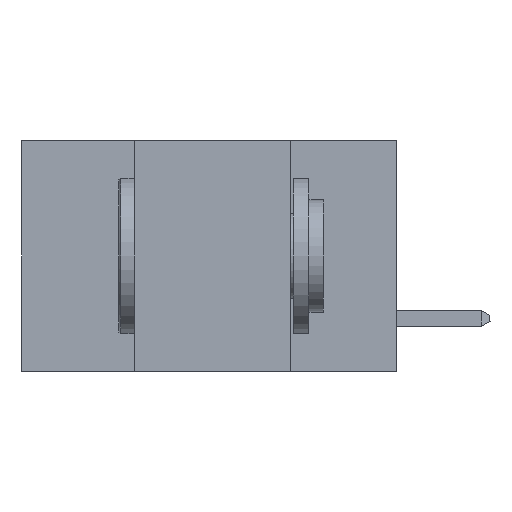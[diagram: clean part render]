
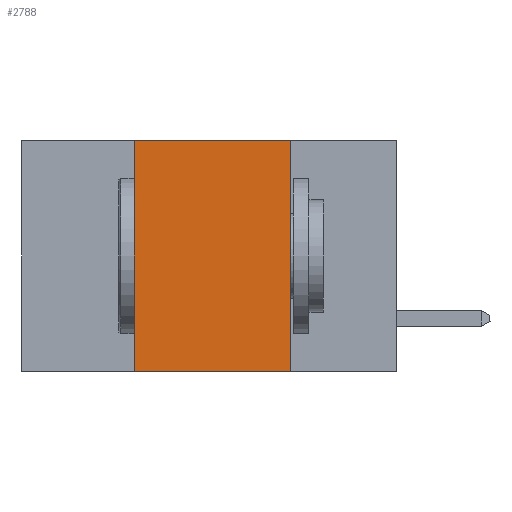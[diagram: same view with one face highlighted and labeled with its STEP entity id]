
A CAD part, left-side view. The second image highlights one B-rep face of the part: STEP entity #2788.
In plain terms, the highlighted planar face has unit normal (-1, 0, 0).
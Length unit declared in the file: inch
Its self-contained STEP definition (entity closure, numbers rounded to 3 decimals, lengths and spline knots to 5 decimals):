
#33 = EDGE_CURVE ( 'NONE', #7397, #11448, #3689, .T. ) ;
#515 = DIRECTION ( 'NONE',  ( 0., -1., 0. ) ) ;
#555 = VERTEX_POINT ( 'NONE', #2473 ) ;
#1582 = CARTESIAN_POINT ( 'NONE',  ( 0., 0.17, 0. ) ) ;
#2370 = CARTESIAN_POINT ( 'NONE',  ( 0., 0.6, -0.37 ) ) ;
#2473 = CARTESIAN_POINT ( 'NONE',  ( 0., 0.42, -0.37 ) ) ;
#2613 = CARTESIAN_POINT ( 'NONE',  ( 0., 0.17, -0.37 ) ) ;
#2788 = ADVANCED_FACE ( 'NONE', ( #7075 ), #5272, .F. ) ;
#2858 = ORIENTED_EDGE ( 'NONE', *, *, #9650, .T. ) ;
#2900 = ORIENTED_EDGE ( 'NONE', *, *, #3332, .F. ) ;
#3119 = VERTEX_POINT ( 'NONE', #6378 ) ;
#3332 = EDGE_CURVE ( 'NONE', #3119, #7397, #8948, .T. ) ;
#3630 = CARTESIAN_POINT ( 'NONE',  ( 0., 0.17, 0. ) ) ;
#3689 = LINE ( 'NONE', #3630, #8127 ) ;
#4060 = VECTOR ( 'NONE', #6801, 39.37008 ) ;
#5272 = PLANE ( 'NONE',  #8428 ) ;
#5596 = DIRECTION ( 'NONE',  ( 0., 0., -1. ) ) ;
#6378 = CARTESIAN_POINT ( 'NONE',  ( 0., 0.42, 0. ) ) ;
#6381 = EDGE_CURVE ( 'NONE', #555, #3119, #10386, .T. ) ;
#6654 = VECTOR ( 'NONE', #10152, 39.37008 ) ;
#6801 = DIRECTION ( 'NONE',  ( 0., -1., 0. ) ) ;
#7024 = VECTOR ( 'NONE', #515, 39.37008 ) ;
#7075 = FACE_OUTER_BOUND ( 'NONE', #8001, .T. ) ;
#7146 = DIRECTION ( 'NONE',  ( 1., 0., 0. ) ) ;
#7397 = VERTEX_POINT ( 'NONE', #1582 ) ;
#8001 = EDGE_LOOP ( 'NONE', ( #9064, #2900, #9208, #2858 ) ) ;
#8127 = VECTOR ( 'NONE', #5596, 39.37008 ) ;
#8128 = CARTESIAN_POINT ( 'NONE',  ( 0., 0.6, 0. ) ) ;
#8428 = AXIS2_PLACEMENT_3D ( 'NONE', #8128, #7146, #10814 ) ;
#8559 = CARTESIAN_POINT ( 'NONE',  ( 0., 0.6, 0. ) ) ;
#8743 = LINE ( 'NONE', #2370, #7024 ) ;
#8948 = LINE ( 'NONE', #8559, #4060 ) ;
#9064 = ORIENTED_EDGE ( 'NONE', *, *, #33, .F. ) ;
#9208 = ORIENTED_EDGE ( 'NONE', *, *, #6381, .F. ) ;
#9650 = EDGE_CURVE ( 'NONE', #555, #11448, #8743, .T. ) ;
#10152 = DIRECTION ( 'NONE',  ( 0., 0., 1. ) ) ;
#10386 = LINE ( 'NONE', #10901, #6654 ) ;
#10814 = DIRECTION ( 'NONE',  ( 0., 0., -1. ) ) ;
#10901 = CARTESIAN_POINT ( 'NONE',  ( 0., 0.42, 0. ) ) ;
#11448 = VERTEX_POINT ( 'NONE', #2613 ) ;
